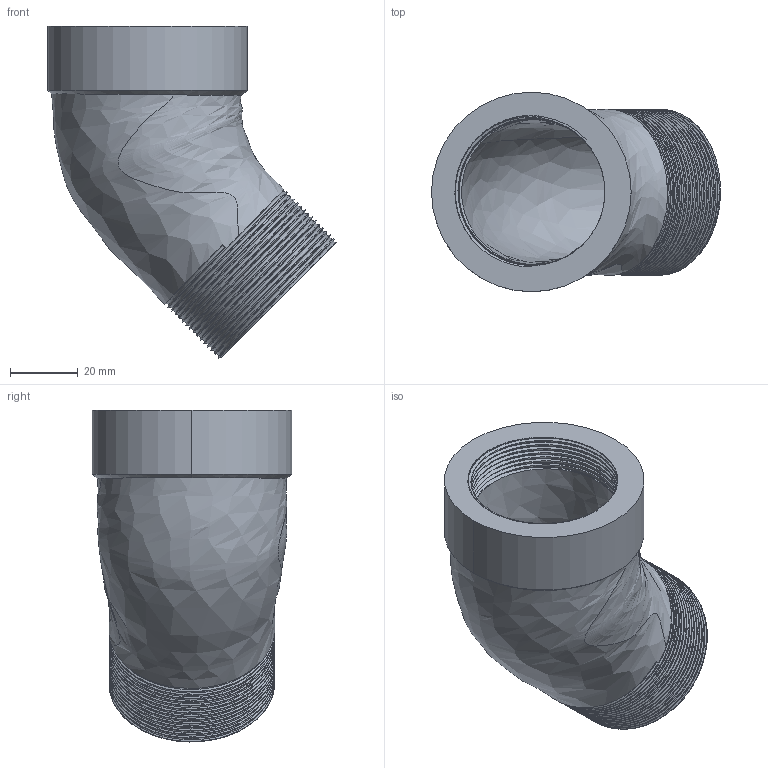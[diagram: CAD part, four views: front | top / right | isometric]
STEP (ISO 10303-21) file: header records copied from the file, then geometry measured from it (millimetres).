
FILE_DESCRIPTION (( 'STEP AP203' ), '1' );
FILE_NAME ('R-306-DN40.STEP', '2020-04-08T03:04:25', ( '' ), ( '' ), 'SwSTEP 2.0', 'SolidWorks 2012', '' );
FILE_SCHEMA (( 'CONFIG_CONTROL_DESIGN' ));
Length unit declared in the file: millimetre
Products named in the file (1): R-306-DN40
Bounding box: 85.39 x 59 x 98.12 mm (x, y, z)
Volume: 88129.8 mm3; surface area: 32700.6 mm2
Topology: 1 solids, 1 shells, 62 faces, 180 edges, 120 vertices
Faces by surface type: bspline 53, plane 5, cylinder 2, cone 2
Entity records: 23784 total; most frequent: CARTESIAN_POINT 22538, ORIENTED_EDGE 360, EDGE_CURVE 180, B_SPLINE_CURVE_WITH_KNOTS 146, VERTEX_POINT 120, EDGE_LOOP 64, FACE_OUTER_BOUND 62, ADVANCED_FACE 62
